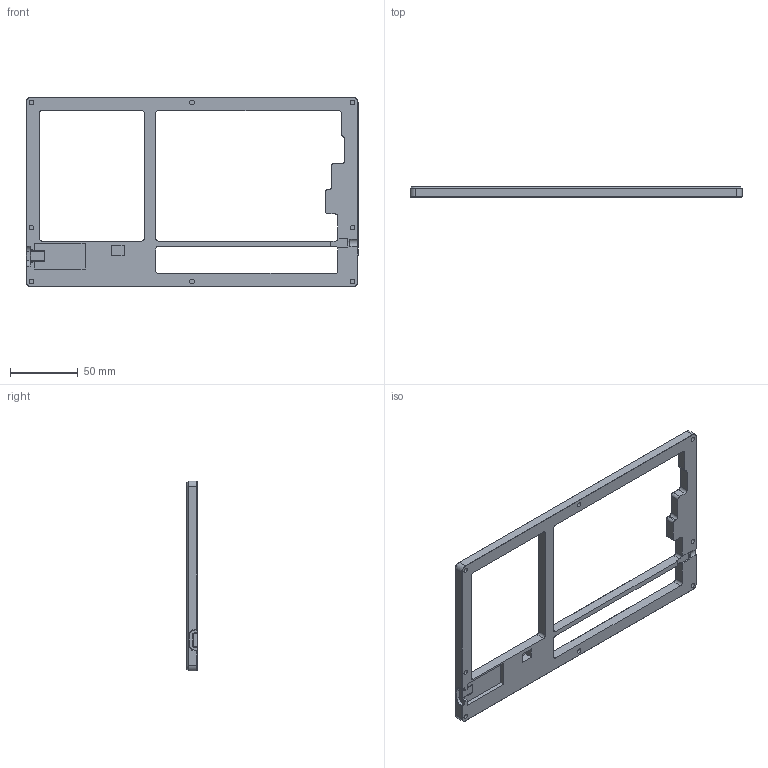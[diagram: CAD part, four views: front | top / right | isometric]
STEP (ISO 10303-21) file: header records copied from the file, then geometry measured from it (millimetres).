
FILE_DESCRIPTION(/* description */ (''),/* implementation_level */ '2;1');
FILE_NAME(/* name */ 'left top plate.step',/* time_stamp */ '2023-08-10T13:17:07+09:00',/* author */ (''),/* organization */ (''),/* preprocessor_version */ 'ST-DEVELOPER v19.2',/* originating_system */ 'Autodesk Translation Framework v12.6.0.85',/* authorisation */ '');
FILE_SCHEMA (('AUTOMOTIVE_DESIGN { 1 0 10303 214 3 1 1 }'));
Length unit declared in the file: millimetre
Products named in the file (1): top plate
Bounding box: 244.79 x 7.5 x 140.01 mm (x, y, z)
Volume: 81343.4 mm3; surface area: 36970.3 mm2
Topology: 1 solids, 1 shells, 177 faces, 437 edges, 269 vertices
Faces by surface type: plane 97, cylinder 42, cone 38
Full cylindrical faces by diameter (mm): 3.5 x8
Entity records: 5194 total; most frequent: CARTESIAN_POINT 908, DIRECTION 907, ORIENTED_EDGE 874, EDGE_CURVE 437, AXIS2_PLACEMENT_3D 304, LINE 299, VECTOR 299, VERTEX_POINT 269
